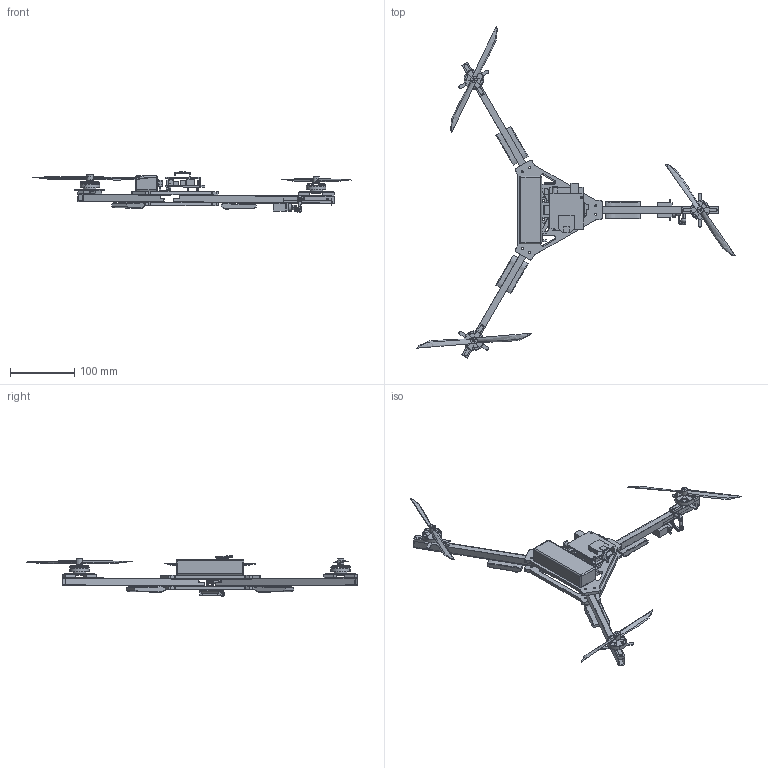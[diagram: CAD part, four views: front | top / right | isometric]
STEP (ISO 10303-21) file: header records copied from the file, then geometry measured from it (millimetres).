
FILE_DESCRIPTION(('CATIA V5 STEP Exchange'),'2;1');
FILE_NAME('Tricopter.stp','2012-07-10T18:24:59+00:00',('none'),('none'),'CATIA Version 5 Release 19 SP 2 (IN-10)','CATIA V5 STEP AP203','none');
FILE_SCHEMA(('CONFIG_CONTROL_DESIGN'));
Length unit declared in the file: millimetre
Products named in the file (7): Tricopter; Commande; Corps; Bras_Outille; Bloc_Moteur; Bras_Principal; Batterie
Assembly tree (38 placements, depth 5):
  Tricopter
    #58
    #905
    #1222
    Commande
      #1943
      #4082
      #4849
      #5463  x4
    Corps
      #5698
      #8682
      Bras_Outille  x2
        #10787
        Bloc_Moteur
          #11292
          #14644
          #16429
        #16760
      Bras_Principal
        #18067
        #18564
        #18940
        Bloc_Moteur
          #11292
          #14644
          #16429
        #19763
        #20632
        #21488
        #21990  x2
        #22343
        #16760
    Batterie
      #22959
      #23578
    #24045
Bounding box: 494.59 x 515.16 x 62.6 mm (x, y, z)
Volume: 286871.7 mm3; surface area: 186788.7 mm2
Topology: 40 solids, 40 shells, 1058 faces, 2841 edges, 1941 vertices
Faces by surface type: plane 557, cylinder 356, torus 54, bspline 42, revolution 26, sphere 23
Entity records: 23985 total; most frequent: CARTESIAN_POINT 6422, ORIENTED_EDGE 3718, DIRECTION 2903, EDGE_CURVE 1859, VERTEX_POINT 1220, AXIS2_PLACEMENT_3D 1188, VECTOR 1135, LINE 1135
